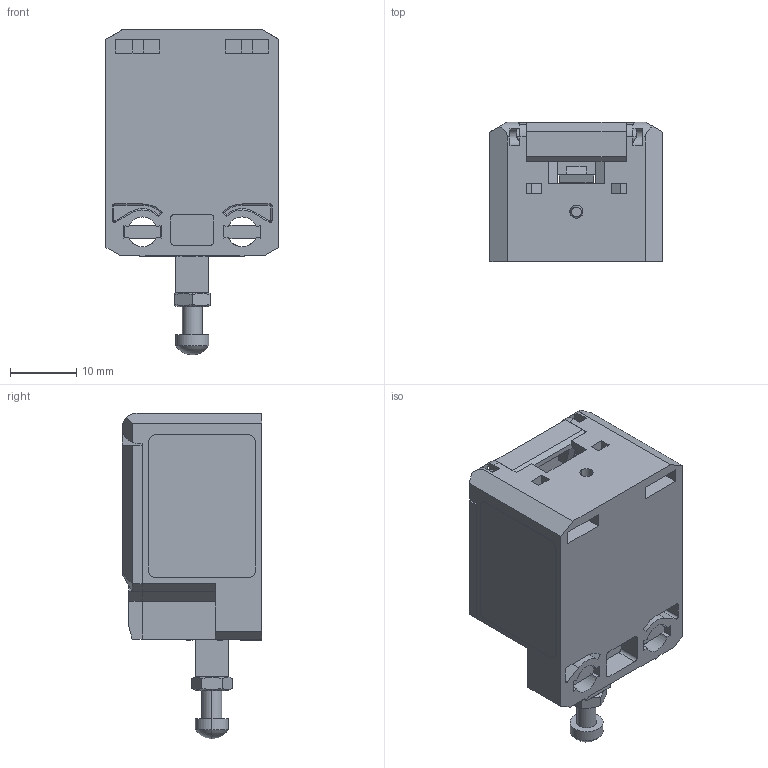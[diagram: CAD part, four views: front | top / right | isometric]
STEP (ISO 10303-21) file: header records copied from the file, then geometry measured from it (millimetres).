
FILE_DESCRIPTION((''),'2;1');
FILE_NAME('6008104025_ASM','2006-12-15T',('K.Falk'),(''),'PRO/ENGINEER BY PARAMETRIC TECHNOLOGY CORPORATION, 2005070','PRO/ENGINEER BY PARAMETRIC TECHNOLOGY CORPORATION, 2005070','');
FILE_SCHEMA(('AUTOMOTIVE_DESIGN_CC2 { 1 2 10303 214 -1 1 5 2 }'));
Length unit declared in the file: millimetre
Products named in the file (9): 3505900542; 3970100004_ASM; 3303300920; 3170100284; 3361771018; 3505900543; 2600934079; 3361352023; 6008104025_ASM
Assembly tree (9 placements, depth 3):
  6008104025_ASM
    3970100004_ASM
      3505900542
    3303300920
    3170100284
    3361771018  x2
    3505900543
    2600934079
    3361352023
Bounding box: 26.1 x 21 x 49 mm (x, y, z)
Volume: 6451.5 mm3; surface area: 10241.3 mm2
Topology: 8 solids, 13 shells, 506 faces, 1393 edges, 906 vertices
Faces by surface type: plane 402, cylinder 72, cone 18, torus 8, bspline 4, sphere 2
Entity records: 20418 total; most frequent: CARTESIAN_POINT 3222, ORIENTED_EDGE 2714, DIRECTION 2537, PRESENTATION_STYLE_ASSIGNMENT 1376, STYLED_ITEM 1376, CURVE_STYLE 1365, EDGE_CURVE 1365, VECTOR 1155
